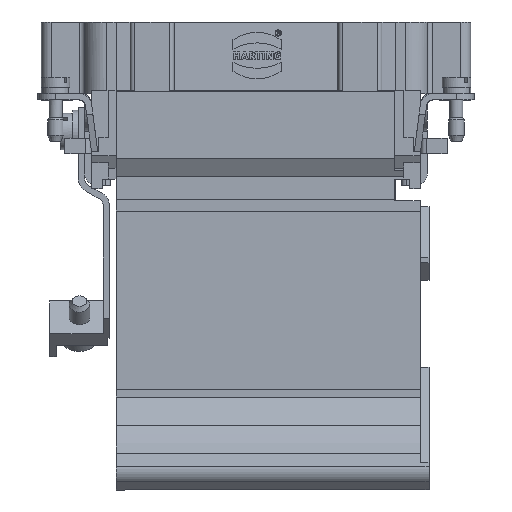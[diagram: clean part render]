
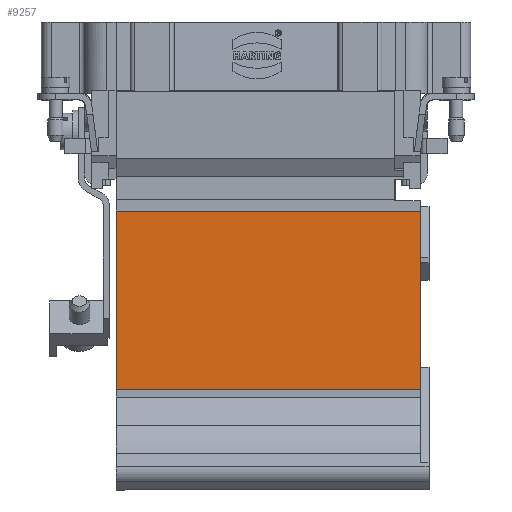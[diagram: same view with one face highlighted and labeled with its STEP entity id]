
A CAD part, front view. The second image highlights one B-rep face of the part: STEP entity #9257.
In plain terms, the highlighted planar face has unit normal (0, -1, 0).
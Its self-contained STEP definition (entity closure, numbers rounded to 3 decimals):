
#8324=PLANE('',#33283);
#9257=ADVANCED_FACE('',(#10625),#8324,.T.);
#10625=FACE_OUTER_BOUND('',#11823,.T.);
#11823=EDGE_LOOP('',(#14890,#14891,#14892,#14893));
#14890=ORIENTED_EDGE('',*,*,#22804,.F.);
#14891=ORIENTED_EDGE('',*,*,#22824,.F.);
#14892=ORIENTED_EDGE('',*,*,#22825,.T.);
#14893=ORIENTED_EDGE('',*,*,#22826,.T.);
#20278=VERTEX_POINT('',#43449);
#20279=VERTEX_POINT('',#43451);
#20293=VERTEX_POINT('',#43488);
#20294=VERTEX_POINT('',#43490);
#22804=EDGE_CURVE('',#20278,#20279,#27381,.T.);
#22824=EDGE_CURVE('',#20293,#20278,#27398,.T.);
#22825=EDGE_CURVE('',#20293,#20294,#27399,.T.);
#22826=EDGE_CURVE('',#20294,#20279,#27400,.T.);
#27381=LINE('',#43450,#29678);
#27398=LINE('',#43487,#29695);
#27399=LINE('',#43489,#29696);
#27400=LINE('',#43491,#29697);
#29678=VECTOR('',#36453,1.);
#29695=VECTOR('',#36482,1.);
#29696=VECTOR('',#36483,1.);
#29697=VECTOR('',#36484,1.);
#33283=AXIS2_PLACEMENT_3D('',#43492,#36485,#36486);
#36453=DIRECTION('',(0.,0.,1.));
#36482=DIRECTION('',(-1.,0.,0.));
#36483=DIRECTION('',(0.,0.,1.));
#36484=DIRECTION('',(-1.,0.,0.));
#36485=DIRECTION('',(0.,-1.,0.));
#36486=DIRECTION('',(0.,0.,-1.));
#43449=CARTESIAN_POINT('',(-27.05,-16.9,-56.069));
#43450=CARTESIAN_POINT('',(-27.05,-16.9,-56.069));
#43451=CARTESIAN_POINT('',(-27.05,-16.9,-21.569));
#43487=CARTESIAN_POINT('',(26.75,-16.9,-56.069));
#43488=CARTESIAN_POINT('',(31.75,-16.9,-56.069));
#43489=CARTESIAN_POINT('',(31.75,-16.9,-18.263));
#43490=CARTESIAN_POINT('',(31.75,-16.9,-21.569));
#43491=CARTESIAN_POINT('',(26.75,-16.9,-21.569));
#43492=CARTESIAN_POINT('',(26.75,-16.9,-56.069));
